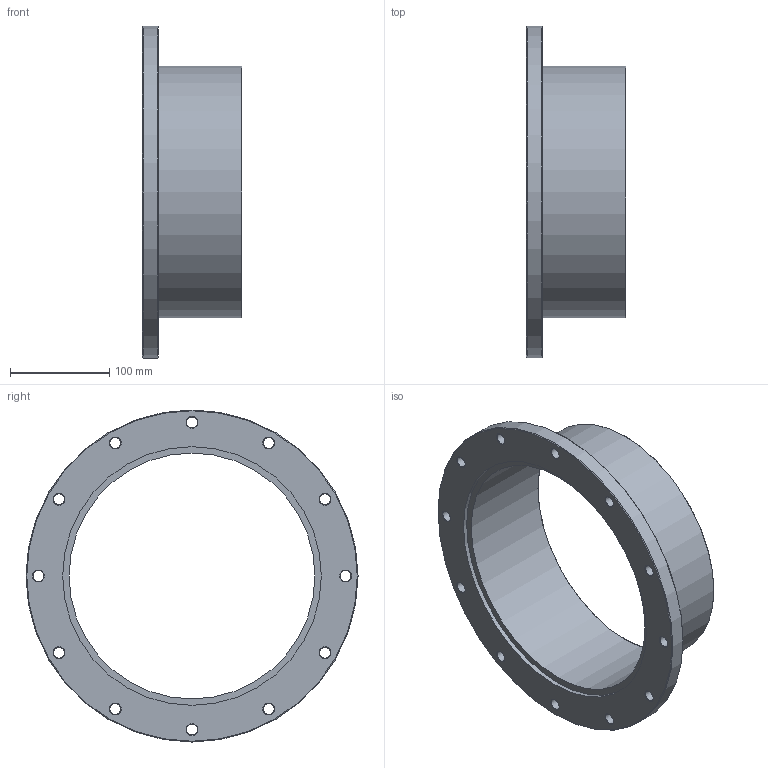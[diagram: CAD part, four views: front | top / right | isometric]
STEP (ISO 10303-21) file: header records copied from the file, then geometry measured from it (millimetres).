
FILE_DESCRIPTION(/* description */ (''),/* implementation_level */ '2;1');
FILE_NAME(/* name */ 'FL-HN250LFB.stp',/* time_stamp */ '2018-08-23T15:13:43+01:00',/* author */ ('paul'),/* organization */ (''),/* preprocessor_version */ 'ST-DEVELOPER v17.2',/* originating_system */ 'Autodesk Inventor 2019',/* authorisation */ '');
FILE_SCHEMA (('AUTOMOTIVE_DESIGN { 1 0 10303 214 3 1 1 }'));
Length unit declared in the file: millimetre
Products named in the file (1): FL-HN250LFB
Bounding box: 100 x 335 x 335 mm (x, y, z)
Volume: 793745.2 mm3; surface area: 244522.7 mm2
Topology: 1 solids, 1 shells, 49 faces, 132 edges, 87 vertices
Faces by surface type: cone 26, cylinder 16, plane 4, torus 3
Full cylindrical faces by diameter (mm): 11 x12, 248 x1, 254 x1, 261 x1, 335 x1
Entity records: 1685 total; most frequent: DIRECTION 322, CARTESIAN_POINT 269, ORIENTED_EDGE 264, AXIS2_PLACEMENT_3D 140, EDGE_CURVE 132, CIRCLE 90, VERTEX_POINT 87, EDGE_LOOP 77
